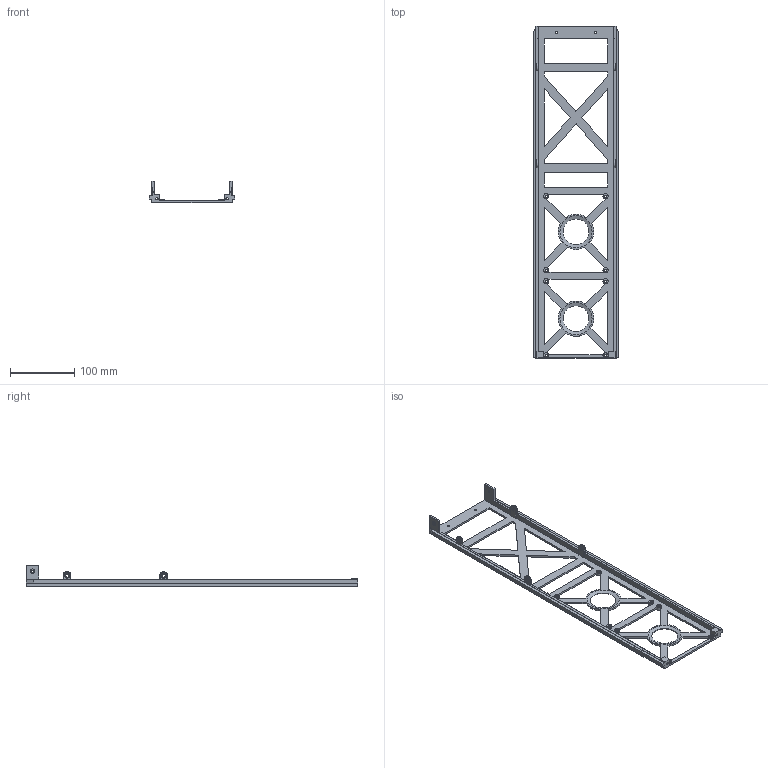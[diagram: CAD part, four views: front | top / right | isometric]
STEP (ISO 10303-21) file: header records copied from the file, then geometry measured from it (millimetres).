
FILE_DESCRIPTION(/* description */ (''),/* implementation_level */ '2;1');
FILE_NAME(/* name */ '1-CBA_slide_tray_assembly_v11 v2.step',/* time_stamp */ '2019-09-14T12:40:51-04:00',/* author */ (''),/* organization */ (''),/* preprocessor_version */ 'ST-DEVELOPER v18',/* originating_system */ 'Autodesk Translation Framework v8.6.0.1094',/* authorisation */ '');
FILE_SCHEMA (('AUTOMOTIVE_DESIGN { 1 0 10303 214 3 1 1 }'));
Length unit declared in the file: millimetre
Products named in the file (1): 1-CBA_slide_tray_assembly_v11
Bounding box: 133.1 x 515.25 x 32.95 mm (x, y, z)
Volume: 151185.4 mm3; surface area: 106466.8 mm2
Topology: 1 solids, 1 shells, 234 faces, 604 edges, 390 vertices
Faces by surface type: plane 130, cylinder 86, torus 16, cone 2
Full cylindrical faces by diameter (mm): 3.5 x14, 5 x14, 7 x4, 8 x12, 40 x2
Entity records: 7306 total; most frequent: DIRECTION 1280, CARTESIAN_POINT 1229, ORIENTED_EDGE 1208, EDGE_CURVE 604, AXIS2_PLACEMENT_3D 441, LINE 398, VECTOR 398, VERTEX_POINT 390
